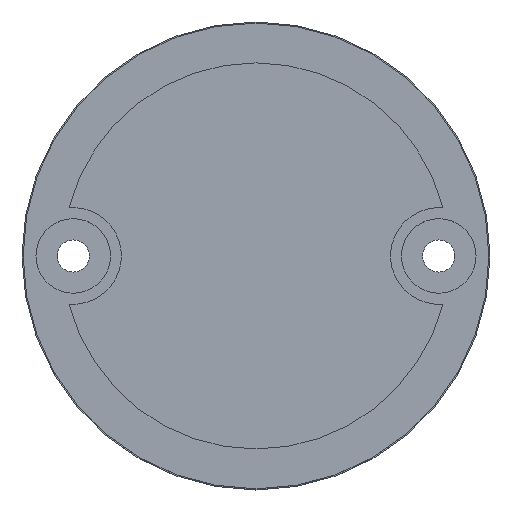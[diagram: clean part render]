
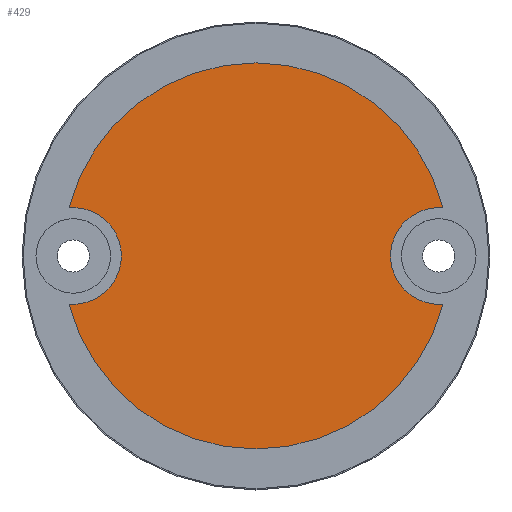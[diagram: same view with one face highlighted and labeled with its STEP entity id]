
A CAD part, top view. The second image highlights one B-rep face of the part: STEP entity #429.
In plain terms, the highlighted planar face has unit normal (0, 0, 1).
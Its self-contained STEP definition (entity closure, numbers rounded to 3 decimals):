
#43=CARTESIAN_POINT('',(0.,0.,7.425));
#44=DIRECTION('',(0.,0.,-1.));
#45=DIRECTION('',(-0.968,0.249,0.));
#46=AXIS2_PLACEMENT_3D('',#43,#44,#45);
#48=CARTESIAN_POINT('',(25.,0.,7.425));
#49=DIRECTION('',(0.,0.,1.));
#50=DIRECTION('',(0.086,0.996,0.));
#51=AXIS2_PLACEMENT_3D('',#48,#49,#50);
#53=CARTESIAN_POINT('',(0.,0.,7.425));
#54=DIRECTION('',(0.,0.,-1.));
#55=DIRECTION('',(0.968,-0.249,0.));
#56=AXIS2_PLACEMENT_3D('',#53,#54,#55);
#58=CARTESIAN_POINT('',(-25.,0.,7.425));
#59=DIRECTION('',(0.,0.,1.));
#60=DIRECTION('',(-0.086,-0.996,0.));
#61=AXIS2_PLACEMENT_3D('',#58,#59,#60);
#63=CARTESIAN_POINT('',(-25.,0.,7.425));
#64=DIRECTION('',(0.,0.,1.));
#65=DIRECTION('',(1.,0.,0.));
#66=AXIS2_PLACEMENT_3D('',#63,#64,#65);
#309=CARTESIAN_POINT('',(-25.568,-6.576,7.425));
#310=CARTESIAN_POINT('',(-18.4,0.,7.425));
#311=VERTEX_POINT('',#309);
#312=VERTEX_POINT('',#310);
#379=CARTESIAN_POINT('',(-25.568,6.576,7.425));
#380=VERTEX_POINT('',#379);
#381=CARTESIAN_POINT('',(25.568,6.576,7.425));
#382=VERTEX_POINT('',#381);
#383=CARTESIAN_POINT('',(25.568,-6.576,7.425));
#384=VERTEX_POINT('',#383);
#413=CARTESIAN_POINT('',(0.,0.,7.425));
#414=DIRECTION('',(0.,0.,1.));
#415=DIRECTION('',(-1.,0.,0.));
#416=AXIS2_PLACEMENT_3D('',#413,#414,#415);
#417=PLANE('',#416);
#419=ORIENTED_EDGE('',*,*,#418,.T.);
#421=ORIENTED_EDGE('',*,*,#420,.T.);
#423=ORIENTED_EDGE('',*,*,#422,.T.);
#424=ORIENTED_EDGE('',*,*,#390,.T.);
#426=ORIENTED_EDGE('',*,*,#425,.T.);
#427=EDGE_LOOP('',(#419,#421,#423,#424,#426));
#428=FACE_OUTER_BOUND('',#427,.F.);
#429=ADVANCED_FACE('',(#428),#417,.T.);
#47=CIRCLE('',#46,26.4);
#52=CIRCLE('',#51,6.6);
#57=CIRCLE('',#56,26.4);
#62=CIRCLE('',#61,6.6);
#67=CIRCLE('',#66,6.6);
#390=EDGE_CURVE('',#311,#312,#62,.T.);
#418=EDGE_CURVE('',#380,#382,#47,.T.);
#420=EDGE_CURVE('',#382,#384,#52,.T.);
#422=EDGE_CURVE('',#384,#311,#57,.T.);
#425=EDGE_CURVE('',#312,#380,#67,.T.);
